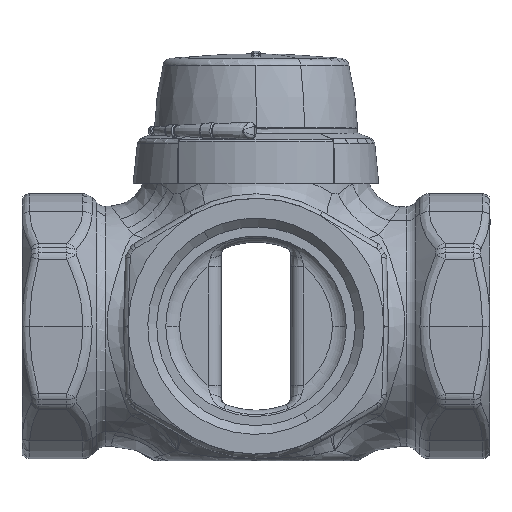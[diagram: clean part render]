
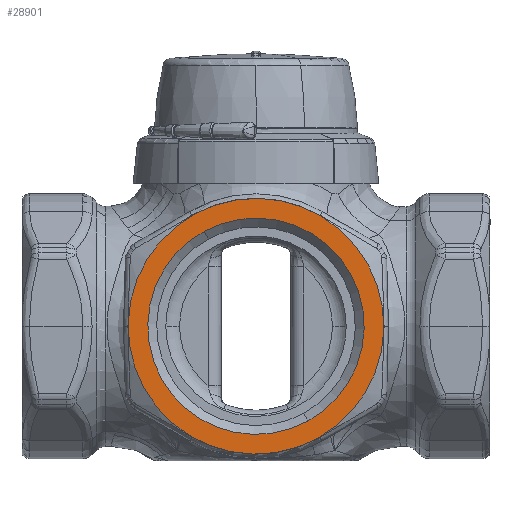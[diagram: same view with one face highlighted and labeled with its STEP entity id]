
A CAD part, left-side view. The second image highlights one B-rep face of the part: STEP entity #28901.
In plain terms, the highlighted planar face has unit normal (-1, 0, 0).
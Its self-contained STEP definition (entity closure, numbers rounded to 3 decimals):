
#27158=AXIS2_PLACEMENT_3D('Circle Axis2P3D',#27156,#27157,$) ;
#27205=AXIS2_PLACEMENT_3D('Circle Axis2P3D',#27203,#27204,$) ;
#28565=AXIS2_PLACEMENT_3D('Circle Axis2P3D',#28563,#28564,$) ;
#28589=AXIS2_PLACEMENT_3D('Circle Axis2P3D',#28587,#28588,$) ;
#28891=AXIS2_PLACEMENT_3D('Plane Axis2P3D',#28888,#28889,#28890) ;
#27122=CARTESIAN_POINT('Vertex',(-53.,-13.886,-25.418)) ;
#27153=CARTESIAN_POINT('Vertex',(-53.,13.886,25.418)) ;
#27156=CARTESIAN_POINT('Axis2P3D Location',(-53.,0.,0.)) ;
#27203=CARTESIAN_POINT('Axis2P3D Location',(-53.,0.,0.)) ;
#28560=CARTESIAN_POINT('Vertex',(-53.,-11.746,-21.501)) ;
#28563=CARTESIAN_POINT('Axis2P3D Location',(-53.,0.,0.)) ;
#28567=CARTESIAN_POINT('Vertex',(-53.,11.746,21.501)) ;
#28587=CARTESIAN_POINT('Axis2P3D Location',(-53.,0.,0.)) ;
#28888=CARTESIAN_POINT('Axis2P3D Location',(-53.,0.,40.038)) ;
#27157=DIRECTION('Axis2P3D Direction',(1.,0.,0.)) ;
#27204=DIRECTION('Axis2P3D Direction',(1.,0.,0.)) ;
#28564=DIRECTION('Axis2P3D Direction',(-1.,0.,0.)) ;
#28588=DIRECTION('Axis2P3D Direction',(-1.,0.,0.)) ;
#28889=DIRECTION('Axis2P3D Direction',(-1.,0.,0.)) ;
#28890=DIRECTION('Axis2P3D XDirection',(0.,1.,0.)) ;
#28894=ORIENTED_EDGE('',*,*,#27207,.T.) ;
#28895=ORIENTED_EDGE('',*,*,#27160,.T.) ;
#28898=ORIENTED_EDGE('',*,*,#28591,.F.) ;
#28899=ORIENTED_EDGE('',*,*,#28569,.F.) ;
#28900=FACE_BOUND('',#28897,.T.) ;
#28901=ADVANCED_FACE('',(#28896,#28900),#28892,.T.) ;
#27159=CIRCLE('generated circle',#27158,28.964) ;
#27206=CIRCLE('generated circle',#27205,28.964) ;
#28566=CIRCLE('generated circle',#28565,24.5) ;
#28590=CIRCLE('generated circle',#28589,24.5) ;
#27160=EDGE_CURVE('',#27123,#27154,#27159,.F.) ;
#27207=EDGE_CURVE('',#27154,#27123,#27206,.F.) ;
#28569=EDGE_CURVE('',#28561,#28568,#28566,.T.) ;
#28591=EDGE_CURVE('',#28568,#28561,#28590,.T.) ;
#28893=EDGE_LOOP('',(#28894,#28895)) ;
#28897=EDGE_LOOP('',(#28898,#28899)) ;
#28896=FACE_OUTER_BOUND('',#28893,.T.) ;
#28892=PLANE('Plane',#28891) ;
#27123=VERTEX_POINT('',#27122) ;
#27154=VERTEX_POINT('',#27153) ;
#28561=VERTEX_POINT('',#28560) ;
#28568=VERTEX_POINT('',#28567) ;
